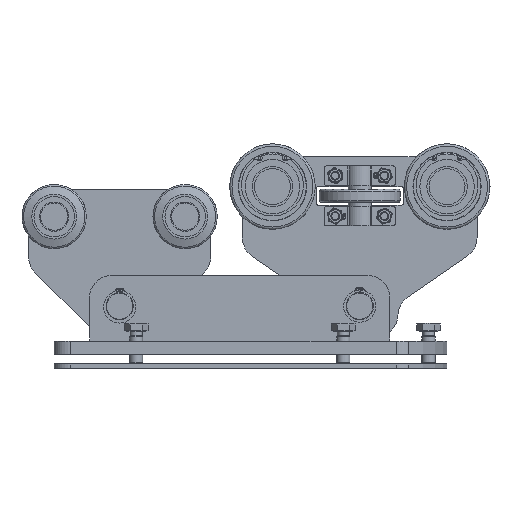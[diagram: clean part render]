
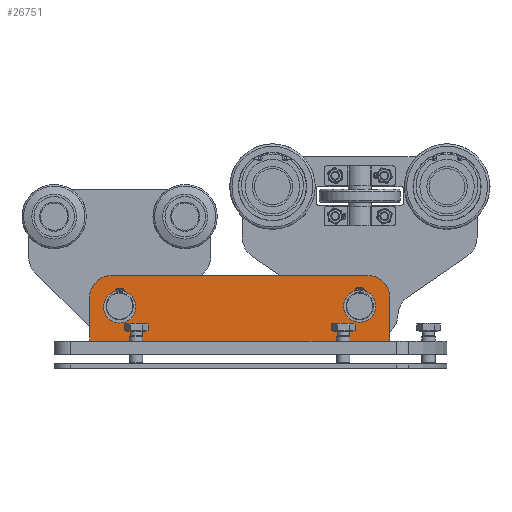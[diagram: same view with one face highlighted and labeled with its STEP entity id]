
A CAD part, left-side view. The second image highlights one B-rep face of the part: STEP entity #26751.
In plain terms, the highlighted planar face has unit normal (-1, 0, 0).
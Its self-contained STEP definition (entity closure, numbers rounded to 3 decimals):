
#1074=FACE_BOUND('',#3530,.T.);
#1075=FACE_BOUND('',#3531,.T.);
#1503=PLANE('',#28436);
#2036=FACE_OUTER_BOUND('',#3529,.T.);
#3529=EDGE_LOOP('',(#17205,#17206,#17207,#17208,#17209,#17210,#17211,#17212,
#17213,#17214,#17215,#17216));
#3530=EDGE_LOOP('',(#17217,#17218));
#3531=EDGE_LOOP('',(#17219,#17220));
#5445=LINE('',#40740,#6710);
#5448=LINE('',#40749,#6713);
#5450=LINE('',#40753,#6715);
#5451=LINE('',#40755,#6716);
#5452=LINE('',#40757,#6717);
#5453=LINE('',#40759,#6718);
#5454=LINE('',#40761,#6719);
#5455=LINE('',#40763,#6720);
#5456=LINE('',#40764,#6721);
#5457=LINE('',#40765,#6722);
#6710=VECTOR('',#32286,10.);
#6713=VECTOR('',#32295,10.);
#6715=VECTOR('',#32299,10.);
#6716=VECTOR('',#32300,10.);
#6717=VECTOR('',#32301,10.);
#6718=VECTOR('',#32302,10.);
#6719=VECTOR('',#32303,10.);
#6720=VECTOR('',#32304,10.);
#6721=VECTOR('',#32305,10.);
#6722=VECTOR('',#32306,10.);
#7916=CIRCLE('',#28416,1.5);
#7918=CIRCLE('',#28419,1.5);
#7924=CIRCLE('',#28427,12.65);
#7925=CIRCLE('',#28429,12.65);
#7926=CIRCLE('',#28431,20.);
#7927=CIRCLE('',#28434,20.);
#10164=VERTEX_POINT('',#40683);
#10166=VERTEX_POINT('',#40686);
#10168=VERTEX_POINT('',#40692);
#10170=VERTEX_POINT('',#40695);
#10184=VERTEX_POINT('',#40732);
#10185=VERTEX_POINT('',#40734);
#10186=VERTEX_POINT('',#40738);
#10187=VERTEX_POINT('',#40742);
#10188=VERTEX_POINT('',#40744);
#10189=VERTEX_POINT('',#40748);
#10190=VERTEX_POINT('',#40752);
#10191=VERTEX_POINT('',#40754);
#10192=VERTEX_POINT('',#40756);
#10193=VERTEX_POINT('',#40758);
#10194=VERTEX_POINT('',#40760);
#10195=VERTEX_POINT('',#40762);
#13103=EDGE_CURVE('',#10166,#10164,#7916,.T.);
#13107=EDGE_CURVE('',#10170,#10168,#7918,.T.);
#13124=EDGE_CURVE('',#10168,#10170,#7924,.T.);
#13125=EDGE_CURVE('',#10164,#10166,#7925,.T.);
#13127=EDGE_CURVE('',#10184,#10185,#7926,.T.);
#13130=EDGE_CURVE('',#10186,#10184,#5445,.T.);
#13132=EDGE_CURVE('',#10187,#10188,#7927,.T.);
#13134=EDGE_CURVE('',#10188,#10189,#5448,.T.);
#13136=EDGE_CURVE('',#10186,#10190,#5450,.T.);
#13137=EDGE_CURVE('',#10190,#10191,#5451,.T.);
#13138=EDGE_CURVE('',#10192,#10191,#5452,.T.);
#13139=EDGE_CURVE('',#10193,#10192,#5453,.T.);
#13140=EDGE_CURVE('',#10194,#10193,#5454,.T.);
#13141=EDGE_CURVE('',#10194,#10195,#5455,.T.);
#13142=EDGE_CURVE('',#10195,#10189,#5456,.T.);
#13143=EDGE_CURVE('',#10185,#10187,#5457,.T.);
#17205=ORIENTED_EDGE('',*,*,#13127,.F.);
#17206=ORIENTED_EDGE('',*,*,#13130,.F.);
#17207=ORIENTED_EDGE('',*,*,#13136,.T.);
#17208=ORIENTED_EDGE('',*,*,#13137,.T.);
#17209=ORIENTED_EDGE('',*,*,#13138,.F.);
#17210=ORIENTED_EDGE('',*,*,#13139,.F.);
#17211=ORIENTED_EDGE('',*,*,#13140,.F.);
#17212=ORIENTED_EDGE('',*,*,#13141,.T.);
#17213=ORIENTED_EDGE('',*,*,#13142,.T.);
#17214=ORIENTED_EDGE('',*,*,#13134,.F.);
#17215=ORIENTED_EDGE('',*,*,#13132,.F.);
#17216=ORIENTED_EDGE('',*,*,#13143,.F.);
#17217=ORIENTED_EDGE('',*,*,#13103,.T.);
#17218=ORIENTED_EDGE('',*,*,#13125,.T.);
#17219=ORIENTED_EDGE('',*,*,#13107,.T.);
#17220=ORIENTED_EDGE('',*,*,#13124,.T.);
#26751=ADVANCED_FACE('',(#2036,#1074,#1075),#1503,.F.);
#28416=AXIS2_PLACEMENT_3D('',#40687,#32236,#32237);
#28419=AXIS2_PLACEMENT_3D('',#40696,#32244,#32245);
#28427=AXIS2_PLACEMENT_3D('',#40728,#32271,#32272);
#28429=AXIS2_PLACEMENT_3D('',#40730,#32275,#32276);
#28431=AXIS2_PLACEMENT_3D('',#40735,#32280,#32281);
#28434=AXIS2_PLACEMENT_3D('',#40745,#32290,#32291);
#28436=AXIS2_PLACEMENT_3D('',#40751,#32297,#32298);
#32236=DIRECTION('center_axis',(1.,0.,0.));
#32237=DIRECTION('ref_axis',(0.,-1.,0.));
#32244=DIRECTION('center_axis',(1.,0.,0.));
#32245=DIRECTION('ref_axis',(0.,-1.,0.));
#32271=DIRECTION('center_axis',(1.,0.,0.));
#32272=DIRECTION('ref_axis',(0.,1.,0.));
#32275=DIRECTION('center_axis',(1.,0.,0.));
#32276=DIRECTION('ref_axis',(0.,1.,0.));
#32280=DIRECTION('center_axis',(1.,0.,0.));
#32281=DIRECTION('ref_axis',(0.,0.707,0.707));
#32286=DIRECTION('',(0.,0.,1.));
#32290=DIRECTION('center_axis',(1.,0.,0.));
#32291=DIRECTION('ref_axis',(0.,-0.707,0.707));
#32295=DIRECTION('',(0.,0.,-1.));
#32297=DIRECTION('center_axis',(1.,0.,0.));
#32298=DIRECTION('ref_axis',(0.,1.,0.));
#32299=DIRECTION('',(0.,-1.,0.));
#32300=DIRECTION('',(0.,0.,-1.));
#32301=DIRECTION('',(0.,0.707,0.707));
#32302=DIRECTION('',(0.,1.,0.));
#32303=DIRECTION('',(0.,0.707,-0.707));
#32304=DIRECTION('',(0.,0.,1.));
#32305=DIRECTION('',(0.,-1.,0.));
#32306=DIRECTION('',(0.,-1.,0.));
#40683=CARTESIAN_POINT('',(-18.25,122.561,45.497));
#40686=CARTESIAN_POINT('',(-18.25,122.561,42.503));
#40687=CARTESIAN_POINT('Origin',(-18.25,122.65,44.));
#40692=CARTESIAN_POINT('',(-18.25,-97.439,45.497));
#40695=CARTESIAN_POINT('',(-18.25,-97.439,42.503));
#40696=CARTESIAN_POINT('Origin',(-18.25,-97.35,44.));
#40728=CARTESIAN_POINT('Origin',(-18.25,-110.,44.));
#40730=CARTESIAN_POINT('Origin',(-18.25,110.,44.));
#40732=CARTESIAN_POINT('',(-18.25,137.5,52.));
#40734=CARTESIAN_POINT('',(-18.25,117.5,72.));
#40735=CARTESIAN_POINT('Origin',(-18.25,117.5,52.));
#40738=CARTESIAN_POINT('',(-18.25,137.5,12.));
#40740=CARTESIAN_POINT('',(-18.25,137.5,37.5));
#40742=CARTESIAN_POINT('',(-18.25,-117.5,72.));
#40744=CARTESIAN_POINT('',(-18.25,-137.5,52.));
#40745=CARTESIAN_POINT('Origin',(-18.25,-117.5,52.));
#40748=CARTESIAN_POINT('',(-18.25,-137.5,12.));
#40749=CARTESIAN_POINT('',(-18.25,-137.5,37.5));
#40751=CARTESIAN_POINT('Origin',(-18.25,68.75,54.75));
#40752=CARTESIAN_POINT('',(-18.25,110.,12.));
#40753=CARTESIAN_POINT('',(-18.25,89.375,12.));
#40754=CARTESIAN_POINT('',(-18.25,110.,4.5));
#40755=CARTESIAN_POINT('',(-18.25,110.,28.875));
#40756=CARTESIAN_POINT('',(-18.25,108.5,3.));
#40757=CARTESIAN_POINT('',(-18.25,111.875,6.375));
#40758=CARTESIAN_POINT('',(-18.25,-108.5,3.));
#40759=CARTESIAN_POINT('',(-18.25,0.,3.));
#40760=CARTESIAN_POINT('',(-18.25,-110.,4.5));
#40761=CARTESIAN_POINT('',(-18.25,-77.5,-28.));
#40762=CARTESIAN_POINT('',(-18.25,-110.,12.));
#40763=CARTESIAN_POINT('',(-18.25,-110.,33.375));
#40764=CARTESIAN_POINT('',(-18.25,-34.375,12.));
#40765=CARTESIAN_POINT('',(-18.25,0.,72.));
